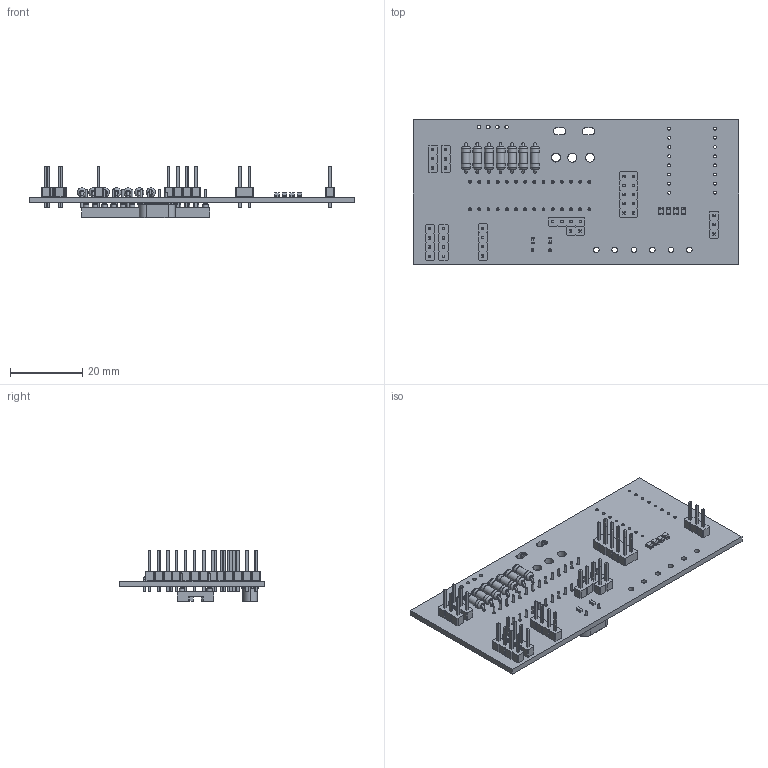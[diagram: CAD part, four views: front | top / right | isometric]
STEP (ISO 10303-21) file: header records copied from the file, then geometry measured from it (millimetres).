
FILE_DESCRIPTION(('KiCad electronic assembly'),'2;1');
FILE_NAME('minisumov3.step','2025-01-17T16:32:36',('Pcbnew'),('Kicad'), 'Open CASCADE STEP processor 7.7','KiCad to STEP converter','Unknown' );
FILE_SCHEMA(('AUTOMOTIVE_DESIGN { 1 0 10303 214 1 1 1 1 }'));
Length unit declared in the file: millimetre
Products named in the file (20): minisumov3 1; C_0603_1608Metric; SOLID; R_Axial_DIN0207_L6.3mm_D2.5mm_P7.62mm_Horizontal; PinHeader_1x04_P2.54mm_Vertical; PinHeader_1x02_P2.54mm_Vertical; PinHeader_1x03_P2.54mm_Vertical; PinHeader_2x05_P2.54mm_Vertical; LED_0805_2012Metric; DIP-28_W7.62mm_Socket; Crystal_HC49-4H_Vertical; minisumov3 PCB
Assembly tree (34 placements, depth 3):
  minisumov3 1
    C_0603_1608Metric  x2
      SOLID
    R_Axial_DIN0207_L6.3mm_D2.5mm_P7.62mm_Horizontal  x7
      SOLID
    PinHeader_1x04_P2.54mm_Vertical  x4
      SOLID
    PinHeader_1x02_P2.54mm_Vertical
      SOLID
    PinHeader_1x03_P2.54mm_Vertical  x3
      SOLID
    PinHeader_2x05_P2.54mm_Vertical
      SOLID
    LED_0805_2012Metric  x4
      SOLID
    DIP-28_W7.62mm_Socket
      SOLID
    Crystal_HC49-4H_Vertical
      SOLID
    minisumov3 PCB
Bounding box: 90 x 40 x 14.34 mm (x, y, z)
Volume: 7362.9 mm3; surface area: 11930.9 mm2
Topology: 25 solids, 25 shells, 1840 faces, 4199 edges, 2661 vertices
Faces by surface type: plane 1387, cylinder 337, cone 84, torus 32
Full cylindrical faces by diameter (mm): 0.5 x2, 0.508 x56, 0.6 x14, 0.8 x60, 1 x41, 1.52 x6, 1.524 x28, 1.724 x28, 2.25 x7, 2.5 x17
Entity records: 73601 total; most frequent: CARTESIAN_POINT 14230, DIRECTION 10060, LINE 6272, VECTOR 6272, ORIENTED_EDGE 5032, PCURVE 5032, DEFINITIONAL_REPRESENTATION 5032, EDGE_CURVE 2516
